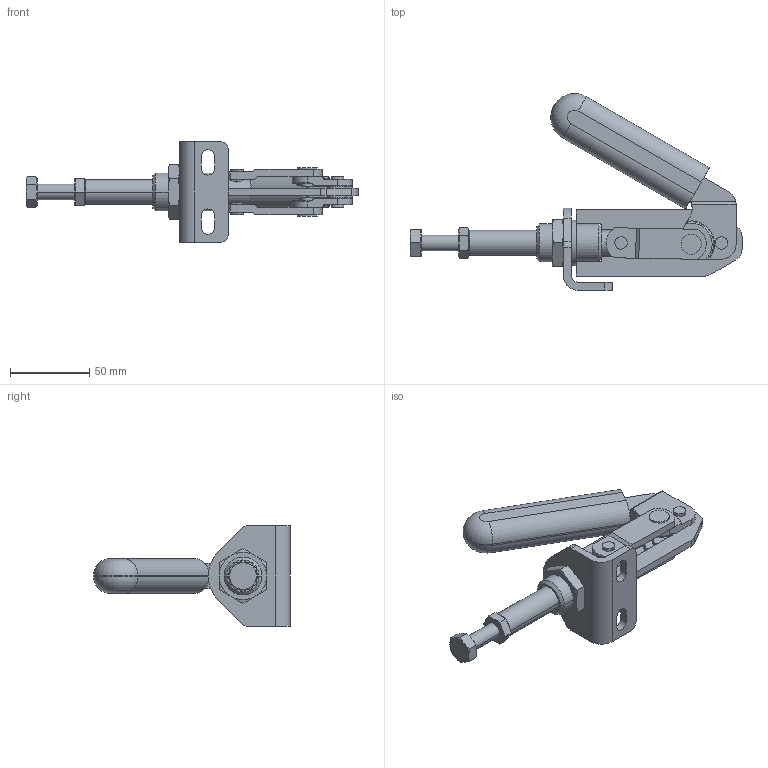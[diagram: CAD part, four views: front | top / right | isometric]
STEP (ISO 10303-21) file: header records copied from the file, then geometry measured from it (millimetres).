
FILE_DESCRIPTION( ( '' ), '1' );
FILE_NAME( 'p450_2_03.stp', '2006-11-29T10:47:11', ( '' ), ( '' ), ' ', ' ', ' ' );
FILE_SCHEMA( ( 'CONFIG_CONTROL_DESIGN' ) );
Length unit declared in the file: millimetre
Products named in the file (6): 1; 2; 3; 4; 5; 6
Bounding box: 210.09 x 124.51 x 63.5 mm (x, y, z)
Volume: 161329.6 mm3; surface area: 58415.4 mm2
Topology: 6 solids, 7 shells, 296 faces, 748 edges, 477 vertices
Faces by surface type: plane 112, cylinder 106, cone 60, torus 18
Entity records: 9582 total; most frequent: CARTESIAN_POINT 2167, DIRECTION 1556, ORIENTED_EDGE 1492, EDGE_CURVE 746, AXIS2_PLACEMENT_3D 614, VERTEX_POINT 477, EDGE_LOOP 333, LINE 328
